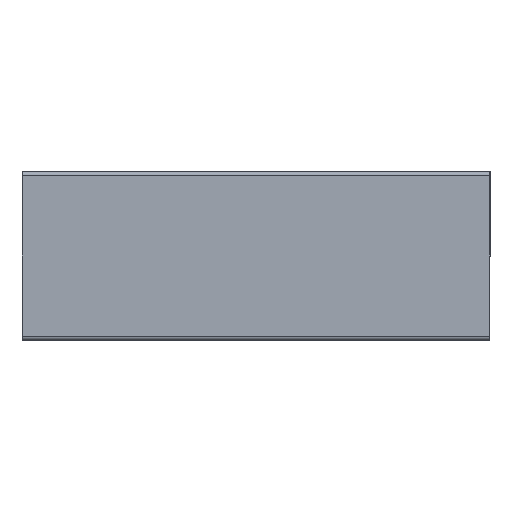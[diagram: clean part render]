
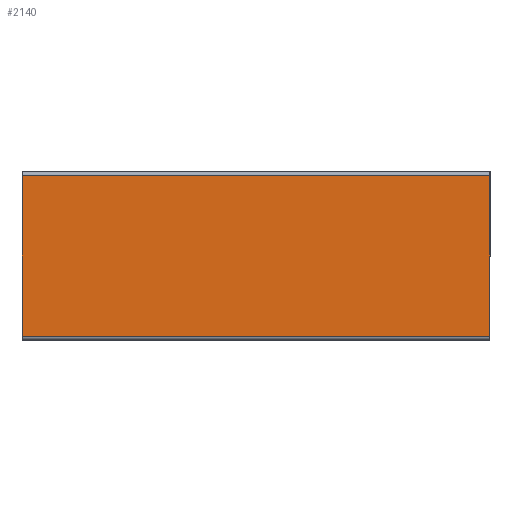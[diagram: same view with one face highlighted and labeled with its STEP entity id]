
A CAD part, left-side view. The second image highlights one B-rep face of the part: STEP entity #2140.
In plain terms, the highlighted planar face has unit normal (-1, 0, 0).
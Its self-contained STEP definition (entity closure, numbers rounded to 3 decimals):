
#15 = VECTOR ( 'NONE', #319, 1000. ) ;
#28 = DIRECTION ( 'NONE',  ( 0., 0., -1. ) ) ;
#213 = DIRECTION ( 'NONE',  ( 0., -1., 0. ) ) ;
#287 = VECTOR ( 'NONE', #1693, 1000. ) ;
#319 = DIRECTION ( 'NONE',  ( 0., -1., 0. ) ) ;
#352 = CARTESIAN_POINT ( 'NONE',  ( -0.3, 0.44, 0. ) ) ;
#370 = PLANE ( 'NONE',  #1127 ) ;
#377 = CARTESIAN_POINT ( 'NONE',  ( -0.3, 0.01, 1.25 ) ) ;
#456 = VERTEX_POINT ( 'NONE', #2009 ) ;
#707 = CARTESIAN_POINT ( 'NONE',  ( -0.3, 0.01, 0. ) ) ;
#722 = LINE ( 'NONE', #1779, #966 ) ;
#811 = LINE ( 'NONE', #1655, #15 ) ;
#966 = VECTOR ( 'NONE', #1787, 1000. ) ;
#1041 = CARTESIAN_POINT ( 'NONE',  ( -0.3, 0.44, 1.25 ) ) ;
#1127 = AXIS2_PLACEMENT_3D ( 'NONE', #377, #1683, #28 ) ;
#1174 = EDGE_CURVE ( 'NONE', #1303, #1620, #811, .T. ) ;
#1303 = VERTEX_POINT ( 'NONE', #1041 ) ;
#1308 = VECTOR ( 'NONE', #213, 1000. ) ;
#1367 = CARTESIAN_POINT ( 'NONE',  ( -0.3, 0.01, 1.25 ) ) ;
#1399 = ORIENTED_EDGE ( 'NONE', *, *, #1576, .F. ) ;
#1402 = ORIENTED_EDGE ( 'NONE', *, *, #1174, .F. ) ;
#1576 = EDGE_CURVE ( 'NONE', #1620, #456, #2142, .T. ) ;
#1620 = VERTEX_POINT ( 'NONE', #1367 ) ;
#1626 = VERTEX_POINT ( 'NONE', #352 ) ;
#1655 = CARTESIAN_POINT ( 'NONE',  ( -0.3, 0.01, 1.25 ) ) ;
#1671 = ORIENTED_EDGE ( 'NONE', *, *, #1881, .T. ) ;
#1683 = DIRECTION ( 'NONE',  ( 1., 0., 0. ) ) ;
#1693 = DIRECTION ( 'NONE',  ( 0., 0., -1. ) ) ;
#1737 = LINE ( 'NONE', #707, #1308 ) ;
#1759 = EDGE_CURVE ( 'NONE', #1626, #456, #1737, .T. ) ;
#1763 = EDGE_LOOP ( 'NONE', ( #2044, #1399, #1402, #1671 ) ) ;
#1779 = CARTESIAN_POINT ( 'NONE',  ( -0.3, 0.44, 1.25 ) ) ;
#1787 = DIRECTION ( 'NONE',  ( 0., 0., -1. ) ) ;
#1881 = EDGE_CURVE ( 'NONE', #1303, #1626, #722, .T. ) ;
#1895 = FACE_OUTER_BOUND ( 'NONE', #1763, .T. ) ;
#2009 = CARTESIAN_POINT ( 'NONE',  ( -0.3, 0.01, 0. ) ) ;
#2033 = CARTESIAN_POINT ( 'NONE',  ( -0.3, 0.01, 1.25 ) ) ;
#2044 = ORIENTED_EDGE ( 'NONE', *, *, #1759, .T. ) ;
#2140 = ADVANCED_FACE ( 'NONE', ( #1895 ), #370, .F. ) ;
#2142 = LINE ( 'NONE', #2033, #287 ) ;
